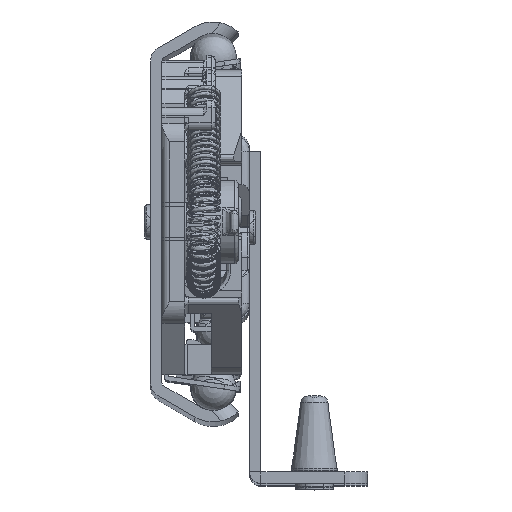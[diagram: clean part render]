
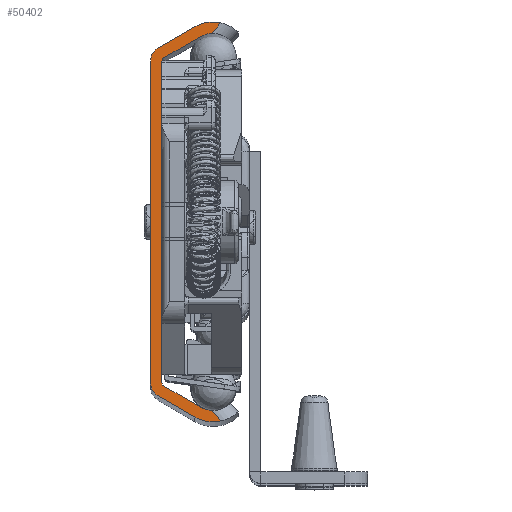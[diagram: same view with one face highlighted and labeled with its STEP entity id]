
A CAD part, top view. The second image highlights one B-rep face of the part: STEP entity #50402.
In plain terms, the highlighted planar face has unit normal (0, 0, 1).
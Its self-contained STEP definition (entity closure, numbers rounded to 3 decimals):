
#2442=PLANE('',#53846);
#4797=FACE_OUTER_BOUND('',#7558,.T.);
#7558=EDGE_LOOP('',(#35032,#35033,#35034,#35035,#35036,#35037,#35038,#35039,
#35040,#35041,#35042,#35043,#35044,#35045,#35046,#35047));
#10600=LINE('',#74637,#14284);
#10601=LINE('',#74650,#14285);
#10602=LINE('',#74655,#14286);
#10603=LINE('',#74659,#14287);
#10604=LINE('',#74662,#14288);
#10605=LINE('',#74666,#14289);
#10606=LINE('',#74670,#14290);
#10607=LINE('',#74673,#14291);
#14284=VECTOR('',#60907,10.);
#14285=VECTOR('',#60910,10.);
#14286=VECTOR('',#60915,10.);
#14287=VECTOR('',#60918,10.);
#14288=VECTOR('',#60921,10.);
#14289=VECTOR('',#60924,10.);
#14290=VECTOR('',#60927,10.);
#14291=VECTOR('',#60930,10.);
#17754=CIRCLE('',#53837,3.3);
#17756=CIRCLE('',#53842,4.8);
#17758=CIRCLE('',#53847,3.3);
#17759=CIRCLE('',#53848,0.5);
#17760=CIRCLE('',#53849,0.5);
#17761=CIRCLE('',#53850,4.8);
#17762=CIRCLE('',#53851,2.);
#17763=CIRCLE('',#53852,2.);
#20416=VERTEX_POINT('',#74547);
#20417=VERTEX_POINT('',#74562);
#20425=VERTEX_POINT('',#74605);
#20426=VERTEX_POINT('',#74616);
#20428=VERTEX_POINT('',#74622);
#20429=VERTEX_POINT('',#74639);
#20430=VERTEX_POINT('',#74652);
#20431=VERTEX_POINT('',#74654);
#20432=VERTEX_POINT('',#74656);
#20433=VERTEX_POINT('',#74658);
#20434=VERTEX_POINT('',#74660);
#20435=VERTEX_POINT('',#74663);
#20436=VERTEX_POINT('',#74665);
#20437=VERTEX_POINT('',#74667);
#20438=VERTEX_POINT('',#74669);
#20439=VERTEX_POINT('',#74671);
#25894=EDGE_CURVE('',#20417,#20416,#17754,.T.);
#25905=EDGE_CURVE('',#20426,#20425,#17756,.T.);
#25909=EDGE_CURVE('',#20425,#20428,#10600,.T.);
#25911=EDGE_CURVE('',#20416,#20429,#10601,.T.);
#25912=EDGE_CURVE('',#20428,#20430,#17758,.T.);
#25913=EDGE_CURVE('',#20430,#20431,#10602,.T.);
#25914=EDGE_CURVE('',#20431,#20432,#17759,.T.);
#25915=EDGE_CURVE('',#20432,#20433,#10603,.T.);
#25916=EDGE_CURVE('',#20433,#20434,#17760,.T.);
#25917=EDGE_CURVE('',#20434,#20417,#10604,.T.);
#25918=EDGE_CURVE('',#20429,#20435,#17761,.T.);
#25919=EDGE_CURVE('',#20435,#20436,#10605,.T.);
#25920=EDGE_CURVE('',#20436,#20437,#17762,.T.);
#25921=EDGE_CURVE('',#20437,#20438,#10606,.T.);
#25922=EDGE_CURVE('',#20438,#20439,#17763,.T.);
#25923=EDGE_CURVE('',#20439,#20426,#10607,.T.);
#35032=ORIENTED_EDGE('',*,*,#25909,.T.);
#35033=ORIENTED_EDGE('',*,*,#25912,.T.);
#35034=ORIENTED_EDGE('',*,*,#25913,.T.);
#35035=ORIENTED_EDGE('',*,*,#25914,.T.);
#35036=ORIENTED_EDGE('',*,*,#25915,.T.);
#35037=ORIENTED_EDGE('',*,*,#25916,.T.);
#35038=ORIENTED_EDGE('',*,*,#25917,.T.);
#35039=ORIENTED_EDGE('',*,*,#25894,.T.);
#35040=ORIENTED_EDGE('',*,*,#25911,.T.);
#35041=ORIENTED_EDGE('',*,*,#25918,.T.);
#35042=ORIENTED_EDGE('',*,*,#25919,.T.);
#35043=ORIENTED_EDGE('',*,*,#25920,.T.);
#35044=ORIENTED_EDGE('',*,*,#25921,.T.);
#35045=ORIENTED_EDGE('',*,*,#25922,.T.);
#35046=ORIENTED_EDGE('',*,*,#25923,.T.);
#35047=ORIENTED_EDGE('',*,*,#25905,.T.);
#50402=ADVANCED_FACE('',(#4797),#2442,.F.);
#53837=AXIS2_PLACEMENT_3D('',#74563,#60884,#60885);
#53842=AXIS2_PLACEMENT_3D('',#74617,#60900,#60901);
#53846=AXIS2_PLACEMENT_3D('',#74651,#60911,#60912);
#53847=AXIS2_PLACEMENT_3D('',#74653,#60913,#60914);
#53848=AXIS2_PLACEMENT_3D('',#74657,#60916,#60917);
#53849=AXIS2_PLACEMENT_3D('',#74661,#60919,#60920);
#53850=AXIS2_PLACEMENT_3D('',#74664,#60922,#60923);
#53851=AXIS2_PLACEMENT_3D('',#74668,#60925,#60926);
#53852=AXIS2_PLACEMENT_3D('',#74672,#60928,#60929);
#60884=DIRECTION('center_axis',(0.,0.,-1.));
#60885=DIRECTION('ref_axis',(0.5,-0.866,0.));
#60900=DIRECTION('center_axis',(0.,0.,1.));
#60901=DIRECTION('ref_axis',(0.688,-0.726,0.));
#60907=DIRECTION('',(-0.655,0.756,0.));
#60910=DIRECTION('',(0.655,0.756,0.));
#60911=DIRECTION('center_axis',(0.,0.,-1.));
#60912=DIRECTION('ref_axis',(1.,0.,0.));
#60913=DIRECTION('center_axis',(0.,0.,-1.));
#60914=DIRECTION('ref_axis',(-0.702,0.712,0.));
#60915=DIRECTION('',(-0.866,0.5,0.));
#60916=DIRECTION('center_axis',(0.,0.,-1.));
#60917=DIRECTION('ref_axis',(0.5,0.866,0.));
#60918=DIRECTION('',(0.,1.,0.));
#60919=DIRECTION('center_axis',(0.,0.,-1.));
#60920=DIRECTION('ref_axis',(1.,0.,0.));
#60921=DIRECTION('',(0.866,0.5,0.));
#60922=DIRECTION('center_axis',(0.,0.,1.));
#60923=DIRECTION('ref_axis',(-0.5,0.866,0.));
#60924=DIRECTION('',(-0.866,-0.5,0.));
#60925=DIRECTION('center_axis',(0.,0.,1.));
#60926=DIRECTION('ref_axis',(-1.,0.,0.));
#60927=DIRECTION('',(0.,-1.,0.));
#60928=DIRECTION('center_axis',(0.,0.,1.));
#60929=DIRECTION('ref_axis',(-0.5,-0.866,0.));
#60930=DIRECTION('',(0.866,-0.5,0.));
#74547=CARTESIAN_POINT('',(8.605,24.746,356.784));
#74562=CARTESIAN_POINT('',(7.127,24.308,356.784));
#74563=CARTESIAN_POINT('Origin',(8.777,21.45,356.784));
#74605=CARTESIAN_POINT('',(9.81,-26.137,356.784));
#74616=CARTESIAN_POINT('',(6.377,-25.607,356.784));
#74617=CARTESIAN_POINT('Origin',(8.777,-21.45,356.784));
#74622=CARTESIAN_POINT('',(8.605,-24.746,356.784));
#74637=CARTESIAN_POINT('',(2.128,-17.264,356.784));
#74639=CARTESIAN_POINT('',(9.81,26.137,356.784));
#74650=CARTESIAN_POINT('',(1.637,16.696,356.784));
#74651=CARTESIAN_POINT('Origin',(3.261,0.,356.784));
#74652=CARTESIAN_POINT('',(7.127,-24.308,356.784));
#74653=CARTESIAN_POINT('Origin',(8.777,-21.45,356.784));
#74654=CARTESIAN_POINT('',(2.327,-21.537,356.784));
#74655=CARTESIAN_POINT('',(2.327,-21.537,356.784));
#74656=CARTESIAN_POINT('',(2.077,-21.104,356.784));
#74657=CARTESIAN_POINT('Origin',(2.577,-21.104,356.784));
#74658=CARTESIAN_POINT('',(2.077,21.104,356.784));
#74659=CARTESIAN_POINT('',(2.077,21.104,356.784));
#74660=CARTESIAN_POINT('',(2.327,21.537,356.784));
#74661=CARTESIAN_POINT('Origin',(2.577,21.104,356.784));
#74662=CARTESIAN_POINT('',(7.127,24.308,356.784));
#74663=CARTESIAN_POINT('',(6.377,25.607,356.784));
#74664=CARTESIAN_POINT('Origin',(8.777,21.45,356.784));
#74665=CARTESIAN_POINT('',(1.577,22.836,356.784));
#74666=CARTESIAN_POINT('',(1.577,22.836,356.784));
#74667=CARTESIAN_POINT('',(0.577,21.104,356.784));
#74668=CARTESIAN_POINT('Origin',(2.577,21.104,356.784));
#74669=CARTESIAN_POINT('',(0.577,-21.104,356.784));
#74670=CARTESIAN_POINT('',(0.577,-21.104,356.784));
#74671=CARTESIAN_POINT('',(1.577,-22.836,356.784));
#74672=CARTESIAN_POINT('Origin',(2.577,-21.104,356.784));
#74673=CARTESIAN_POINT('',(6.377,-25.607,356.784));
